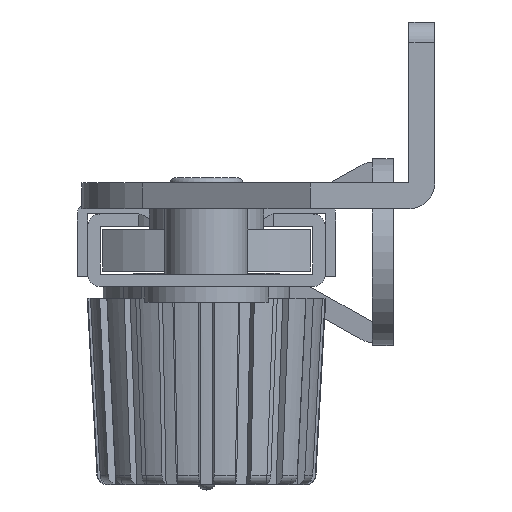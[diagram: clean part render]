
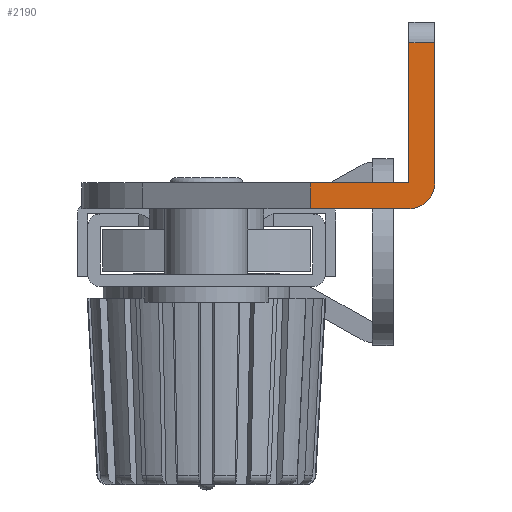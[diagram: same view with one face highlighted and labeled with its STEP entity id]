
A CAD part, left-side view. The second image highlights one B-rep face of the part: STEP entity #2190.
In plain terms, the highlighted planar face has unit normal (-1, 0, 0).
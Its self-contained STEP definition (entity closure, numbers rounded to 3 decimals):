
#2049 = VERTEX_POINT ( 'NONE', #6894 ) ;
#2051 = EDGE_CURVE ( 'NONE', #2049, #2052, #6893, .T. ) ;
#2052 = VERTEX_POINT ( 'NONE', #6955 ) ;
#2101 = VERTEX_POINT ( 'NONE', #6992 ) ;
#2103 = EDGE_CURVE ( 'NONE', #2101, #2104, #6990, .T. ) ;
#2104 = VERTEX_POINT ( 'NONE', #7056 ) ;
#2134 = VERTEX_POINT ( 'NONE', #7059 ) ;
#2136 = EDGE_CURVE ( 'NONE', #2134, #2137, #7058, .T. ) ;
#2137 = VERTEX_POINT ( 'NONE', #7120 ) ;
#2154 = EDGE_CURVE ( 'NONE', #2104, #2155, #7090, .T. ) ;
#2155 = VERTEX_POINT ( 'NONE', #7152 ) ;
#2169 = ORIENTED_EDGE ( 'NONE', *, *, #2170, .T. ) ;
#2170 = EDGE_CURVE ( 'NONE', #2134, #2155, #7126, .T. ) ;
#2171 = ORIENTED_EDGE ( 'NONE', *, *, #2154, .F. ) ;
#2172 = ORIENTED_EDGE ( 'NONE', *, *, #2103, .F. ) ;
#2173 = ORIENTED_EDGE ( 'NONE', *, *, #2174, .F. ) ;
#2174 = EDGE_CURVE ( 'NONE', #2052, #2101, #7189, .T. ) ;
#2175 = ORIENTED_EDGE ( 'NONE', *, *, #2051, .F. ) ;
#2176 = ORIENTED_EDGE ( 'NONE', *, *, #2198, .F. ) ;
#2190 = ADVANCED_FACE ( 'NONE', ( #7171 ), #7170, .T. ) ;
#2191 = EDGE_LOOP ( 'NONE', ( #2192, #2169, #2171, #2172, #2173, #2175, #2176 ) ) ;
#2192 = ORIENTED_EDGE ( 'NONE', *, *, #2136, .F. ) ;
#2198 = EDGE_CURVE ( 'NONE', #2137, #2049, #7160, .T. ) ;
#5950 = VECTOR ( 'NONE', #6469, 1000. ) ;
#6469 = DIRECTION ( 'NONE',  ( 0., -1., 0. ) ) ;
#6890 = DIRECTION ( 'NONE',  ( 0., 1., 0. ) ) ;
#6891 = VECTOR ( 'NONE', #6890, 1000. ) ;
#6892 = CARTESIAN_POINT ( 'NONE',  ( -20., -19.5, 0. ) ) ;
#6893 = LINE ( 'NONE', #6892, #6891 ) ;
#6894 = CARTESIAN_POINT ( 'NONE',  ( -20., -19.5, 0. ) ) ;
#6955 = CARTESIAN_POINT ( 'NONE',  ( -20., -10., 0. ) ) ;
#6989 = CARTESIAN_POINT ( 'NONE',  ( -20., 12., 2.5 ) ) ;
#6990 = LINE ( 'NONE', #6989, #5950 ) ;
#6992 = CARTESIAN_POINT ( 'NONE',  ( -20., -10., 2.5 ) ) ;
#7056 = CARTESIAN_POINT ( 'NONE',  ( -20., -19.5, 2.5 ) ) ;
#7057 = CARTESIAN_POINT ( 'NONE',  ( -20., -22., 18. ) ) ;
#7058 = LINE ( 'NONE', #7057, #7122 ) ;
#7059 = CARTESIAN_POINT ( 'NONE',  ( -20., -22., 16. ) ) ;
#7090 = LINE ( 'NONE', #7155, #7154 ) ;
#7120 = CARTESIAN_POINT ( 'NONE',  ( -20., -22., 2.5 ) ) ;
#7121 = DIRECTION ( 'NONE',  ( 0., 0., -1. ) ) ;
#7122 = VECTOR ( 'NONE', #7121, 1000. ) ;
#7123 = DIRECTION ( 'NONE',  ( 0., 1., 0. ) ) ;
#7124 = VECTOR ( 'NONE', #7123, 1000. ) ;
#7125 = CARTESIAN_POINT ( 'NONE',  ( -20., -19.5, 16. ) ) ;
#7126 = LINE ( 'NONE', #7125, #7124 ) ;
#7152 = CARTESIAN_POINT ( 'NONE',  ( -20., -19.5, 16. ) ) ;
#7153 = DIRECTION ( 'NONE',  ( 0., 0., 1. ) ) ;
#7154 = VECTOR ( 'NONE', #7153, 1000. ) ;
#7155 = CARTESIAN_POINT ( 'NONE',  ( -20., -19.5, 2.5 ) ) ;
#7160 = CIRCLE ( 'NONE', #7221, 2.5 ) ;
#7166 = DIRECTION ( 'NONE',  ( 0., 0., 1. ) ) ;
#7167 = DIRECTION ( 'NONE',  ( -1., 0., 0. ) ) ;
#7168 = CARTESIAN_POINT ( 'NONE',  ( -20., -19.5, 2.5 ) ) ;
#7169 = AXIS2_PLACEMENT_3D ( 'NONE', #7168, #7167, #7166 ) ;
#7170 = PLANE ( 'NONE',  #7169 ) ;
#7171 = FACE_OUTER_BOUND ( 'NONE', #2191, .T. ) ;
#7186 = DIRECTION ( 'NONE',  ( 0., 0., 1. ) ) ;
#7187 = VECTOR ( 'NONE', #7186, 1000. ) ;
#7188 = CARTESIAN_POINT ( 'NONE',  ( -20., -10., 0. ) ) ;
#7189 = LINE ( 'NONE', #7188, #7187 ) ;
#7218 = DIRECTION ( 'NONE',  ( 0., 0., 1. ) ) ;
#7219 = DIRECTION ( 'NONE',  ( 1., 0., 0. ) ) ;
#7220 = CARTESIAN_POINT ( 'NONE',  ( -20., -19.5, 2.5 ) ) ;
#7221 = AXIS2_PLACEMENT_3D ( 'NONE', #7220, #7219, #7218 ) ;
